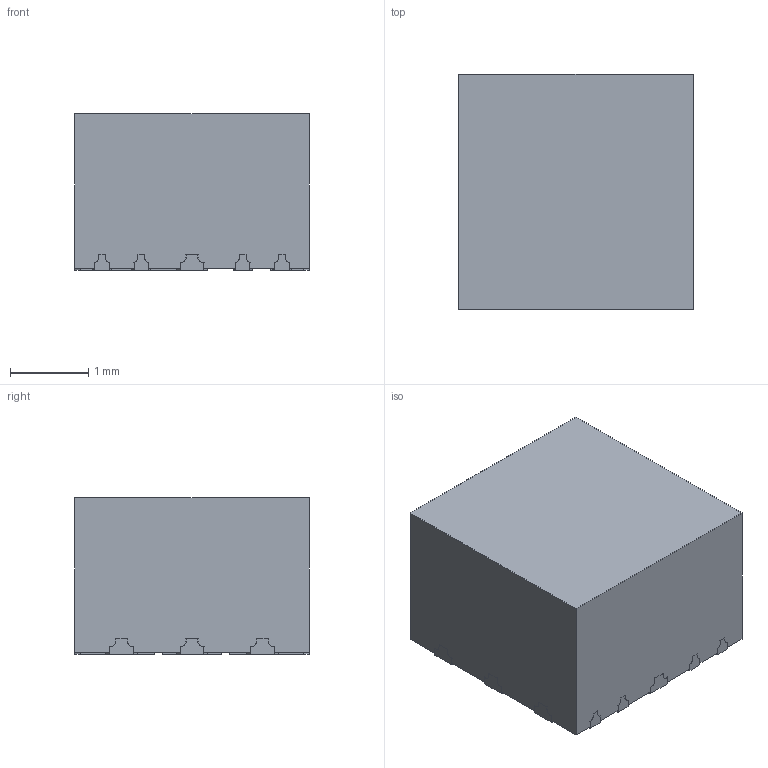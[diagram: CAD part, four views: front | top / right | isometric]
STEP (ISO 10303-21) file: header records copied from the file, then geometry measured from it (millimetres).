
FILE_DESCRIPTION((''),'2;1');
FILE_NAME('RDS0009A_ASM','2021-12-20T14:35:11',('a0412086'),(''),'CREO PARAMETRIC BY PTC INC, 2018500','CREO PARAMETRIC BY PTC INC, 2018500','');
FILE_SCHEMA(('CONFIG_CONTROL_DESIGN','SHAPE_APPEARANCE_LAYERS_GROUPS'));
Length unit declared in the file: millimetre
Products named in the file (3): RDS0009A_FRAME; RDS0009A_MOLD; RDS0009A_ASM
Assembly tree (2 placements, depth 2):
  RDS0009A_ASM
    RDS0009A_FRAME
    RDS0009A_MOLD
Bounding box: 3 x 3 x 2 mm (x, y, z)
Volume: 17.9 mm3; surface area: 59.4 mm2
Topology: 10 solids, 10 shells, 494 faces, 1394 edges, 920 vertices
Faces by surface type: plane 290, cylinder 176, sphere 28
Entity records: 20914 total; most frequent: CARTESIAN_POINT 3901, ORIENTED_EDGE 2788, DIRECTION 2356, PRESENTATION_STYLE_ASSIGNMENT 1421, STYLED_ITEM 1404, CURVE_STYLE 1394, EDGE_CURVE 1394, VECTOR 974
